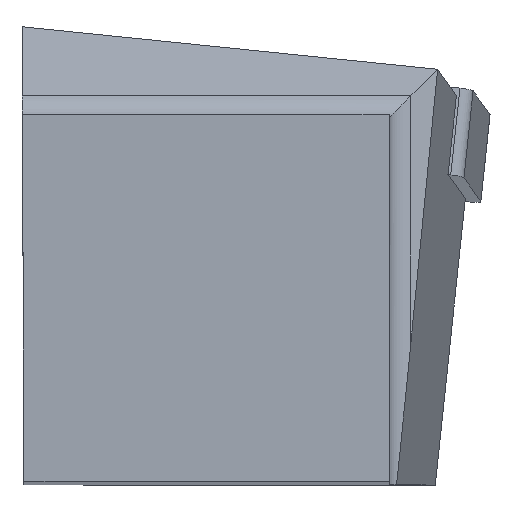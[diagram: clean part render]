
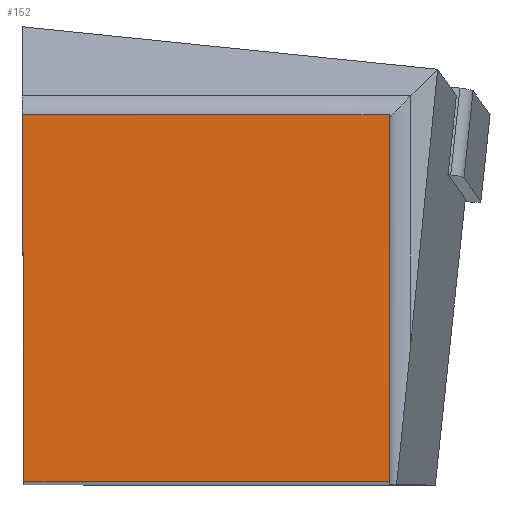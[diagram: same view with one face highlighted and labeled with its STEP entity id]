
A CAD part, top view. The second image highlights one B-rep face of the part: STEP entity #152.
In plain terms, the highlighted planar face has unit normal (0, 0, 1).
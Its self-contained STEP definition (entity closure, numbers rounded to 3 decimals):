
#123=FACE_OUTER_BOUND('',#330,.T.);
#152=ADVANCED_FACE('SHANK_FACE_BACK',(#123),#177,.F.);
#177=PLANE('',#730);
#227=LINE('',#1105,#283);
#230=LINE('',#1110,#286);
#233=LINE('',#1120,#289);
#234=LINE('',#1122,#290);
#283=VECTOR('',#859,1.);
#286=VECTOR('',#866,1.);
#289=VECTOR('',#877,1.);
#290=VECTOR('',#878,1.);
#330=EDGE_LOOP('',(#449,#450,#451,#452));
#449=ORIENTED_EDGE('',*,*,#599,.F.);
#450=ORIENTED_EDGE('',*,*,#596,.T.);
#451=ORIENTED_EDGE('',*,*,#604,.T.);
#452=ORIENTED_EDGE('',*,*,#605,.F.);
#530=VERTEX_POINT('',#1099);
#532=VERTEX_POINT('',#1104);
#533=VERTEX_POINT('',#1111);
#536=VERTEX_POINT('',#1121);
#596=EDGE_CURVE('',#530,#532,#227,.T.);
#599=EDGE_CURVE('',#530,#533,#230,.T.);
#604=EDGE_CURVE('',#532,#536,#233,.T.);
#605=EDGE_CURVE('',#533,#536,#234,.T.);
#730=AXIS2_PLACEMENT_3D('',#1123,#879,#880);
#859=DIRECTION('',(1.,0.,0.));
#866=DIRECTION('',(-0.004,1.,0.));
#877=DIRECTION('',(0.,1.,0.));
#878=DIRECTION('',(1.,0.,0.));
#879=DIRECTION('',(0.,0.,-1.));
#880=DIRECTION('',(-0.995,0.105,0.));
#1099=CARTESIAN_POINT('',(0.087,0.,0.));
#1104=CARTESIAN_POINT('',(19.875,0.,0.));
#1105=CARTESIAN_POINT('',(-6.494,0.,0.));
#1110=CARTESIAN_POINT('',(0.689,-137.944,0.));
#1111=CARTESIAN_POINT('',(0.,19.875,0.));
#1120=CARTESIAN_POINT('',(19.875,-6.494,0.));
#1121=CARTESIAN_POINT('',(19.875,19.875,0.));
#1122=CARTESIAN_POINT('',(-6.494,19.875,0.));
#1123=CARTESIAN_POINT('',(0.,0.,
0.));
